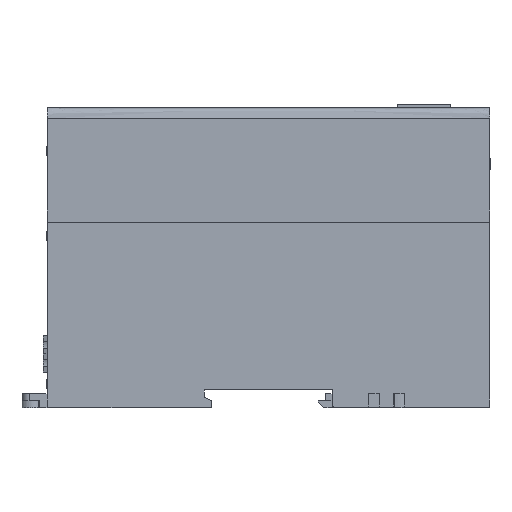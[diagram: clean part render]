
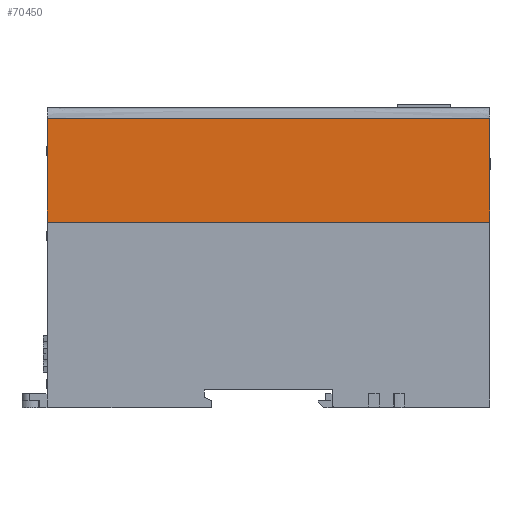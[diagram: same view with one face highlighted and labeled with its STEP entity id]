
A CAD part, left-side view. The second image highlights one B-rep face of the part: STEP entity #70450.
In plain terms, the highlighted planar face has unit normal (-1, 0, 0).
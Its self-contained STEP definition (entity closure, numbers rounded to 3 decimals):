
#7925 = DIRECTION ( 'NONE',  ( 0., 0., 1. ) ) ;
#13843 = CARTESIAN_POINT ( 'NONE',  ( 0., 0., -3. ) ) ;
#14969 = ORIENTED_EDGE ( 'NONE', *, *, #40901, .T. ) ;
#15169 = VECTOR ( 'NONE', #34305, 1000. ) ;
#16080 = CARTESIAN_POINT ( 'NONE',  ( 0., 124., -32. ) ) ;
#18188 = CARTESIAN_POINT ( 'NONE',  ( 0., 124., -32. ) ) ;
#18620 = LINE ( 'NONE', #64063, #15169 ) ;
#20368 = CARTESIAN_POINT ( 'NONE',  ( 0., 82.667, -3. ) ) ;
#23664 = ORIENTED_EDGE ( 'NONE', *, *, #81913, .T. ) ;
#26917 = EDGE_LOOP ( 'NONE', ( #31777, #23664, #41682, #14969 ) ) ;
#27860 = VECTOR ( 'NONE', #7925, 1000. ) ;
#29075 = CARTESIAN_POINT ( 'NONE',  ( 0., 0., -3. ) ) ;
#31777 = ORIENTED_EDGE ( 'NONE', *, *, #38481, .T. ) ;
#34305 = DIRECTION ( 'NONE',  ( 0., 0., 1. ) ) ;
#36226 = CARTESIAN_POINT ( 'NONE',  ( 0., 124., -3. ) ) ;
#38481 = EDGE_CURVE ( 'NONE', #41753, #56879, #18620, .T. ) ;
#40901 = EDGE_CURVE ( 'NONE', #72657, #41753, #66943, .T. ) ;
#41682 = ORIENTED_EDGE ( 'NONE', *, *, #69557, .F. ) ;
#41753 = VERTEX_POINT ( 'NONE', #48781 ) ;
#44676 = VECTOR ( 'NONE', #80623, 1000. ) ;
#47682 = LINE ( 'NONE', #16080, #27860 ) ;
#48781 = CARTESIAN_POINT ( 'NONE',  ( 0., 0., -32. ) ) ;
#51161 = DIRECTION ( 'NONE',  ( 0., 0., 1. ) ) ;
#56879 = VERTEX_POINT ( 'NONE', #29075 ) ;
#57882 = CARTESIAN_POINT ( 'NONE',  ( 0., 0., -32. ) ) ;
#58263 = CARTESIAN_POINT ( 'NONE',  ( 0., 41.333, -3. ) ) ;
#60365 = DIRECTION ( 'NONE',  ( -1., 0., 0. ) ) ;
#63803 = FACE_OUTER_BOUND ( 'NONE', #26917, .T. ) ;
#64063 = CARTESIAN_POINT ( 'NONE',  ( 0., 0., -32. ) ) ;
#66943 = LINE ( 'NONE', #57882, #44676 ) ;
#68162 = PLANE ( 'NONE',  #69779 ) ;
#69557 = EDGE_CURVE ( 'NONE', #72657, #94244, #47682, .T. ) ;
#69779 = AXIS2_PLACEMENT_3D ( 'NONE', #75349, #60365, #51161 ) ;
#70450 = ADVANCED_FACE ( 'NONE', ( #63803 ), #68162, .T. ) ;
#72657 = VERTEX_POINT ( 'NONE', #18188 ) ;
#75349 = CARTESIAN_POINT ( 'NONE',  ( 0., 0., -32. ) ) ;
#80623 = DIRECTION ( 'NONE',  ( 0., -1., 0. ) ) ;
#81913 = EDGE_CURVE ( 'NONE', #56879, #94244, #93525, .T. ) ;
#88492 = CARTESIAN_POINT ( 'NONE',  ( 0., 124., -3. ) ) ;
#93525 = B_SPLINE_CURVE_WITH_KNOTS ( 'NONE', 3,
 ( #13843, #58263, #20368, #88492 ),
 .UNSPECIFIED., .F., .F.,
 ( 4, 4 ),
 ( 0., 1. ),
 .UNSPECIFIED. ) ;
#94244 = VERTEX_POINT ( 'NONE', #36226 ) ;
